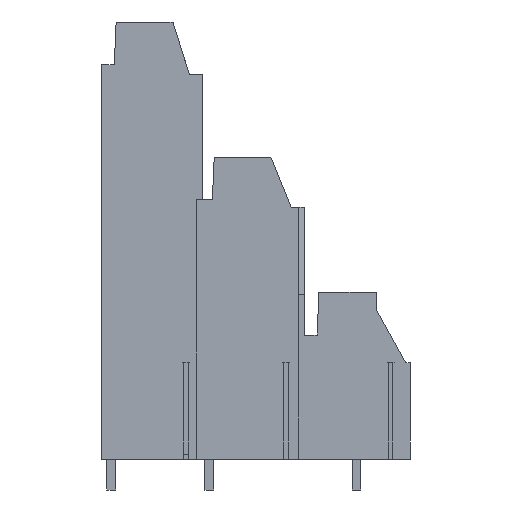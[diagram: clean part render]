
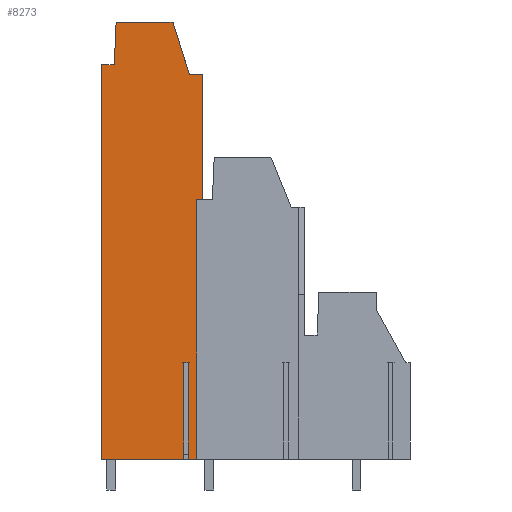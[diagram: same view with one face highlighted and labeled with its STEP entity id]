
A CAD part, left-side view. The second image highlights one B-rep face of the part: STEP entity #8273.
In plain terms, the highlighted planar face has unit normal (-1, 0, 0).
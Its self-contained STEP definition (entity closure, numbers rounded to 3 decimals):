
#8244=AXIS2_PLACEMENT_3D('Plane Axis2P3D',#8241,#8242,#8243) ;
#6416=CARTESIAN_POINT('Vertex',(2.5,23.025,13.2)) ;
#6423=CARTESIAN_POINT('Vertex',(2.5,23.025,3.2)) ;
#6426=CARTESIAN_POINT('Line Origine',(2.5,23.025,8.2)) ;
#6438=CARTESIAN_POINT('Line Origine',(2.5,23.25,13.2)) ;
#6442=CARTESIAN_POINT('Vertex',(2.5,23.475,13.2)) ;
#6466=CARTESIAN_POINT('Line Origine',(2.5,23.475,8.2)) ;
#6470=CARTESIAN_POINT('Vertex',(2.5,23.475,3.2)) ;
#6494=CARTESIAN_POINT('Vertex',(2.5,22.131,3.2)) ;
#6497=CARTESIAN_POINT('Line Origine',(2.5,22.578,3.2)) ;
#6502=CARTESIAN_POINT('Line Origine',(2.5,27.738,3.2)) ;
#6506=CARTESIAN_POINT('Vertex',(2.5,32.,3.2)) ;
#7027=CARTESIAN_POINT('Vertex',(2.5,21.49,30.05)) ;
#7030=CARTESIAN_POINT('Line Origine',(2.5,21.811,30.05)) ;
#7034=CARTESIAN_POINT('Vertex',(2.5,22.131,30.05)) ;
#7061=CARTESIAN_POINT('Line Origine',(2.5,22.131,16.625)) ;
#7241=CARTESIAN_POINT('Vertex',(2.5,21.49,43.)) ;
#7248=CARTESIAN_POINT('Vertex',(2.5,22.898,43.)) ;
#7251=CARTESIAN_POINT('Line Origine',(2.5,22.194,43.)) ;
#7274=CARTESIAN_POINT('Vertex',(2.5,30.681,44.05)) ;
#7288=CARTESIAN_POINT('Vertex',(2.5,32.,44.05)) ;
#7291=CARTESIAN_POINT('Line Origine',(2.5,31.34,44.05)) ;
#7850=CARTESIAN_POINT('Line Origine',(2.5,21.49,36.525)) ;
#8192=CARTESIAN_POINT('Line Origine',(2.5,32.,23.625)) ;
#8215=CARTESIAN_POINT('Line Origine',(2.5,30.584,46.26)) ;
#8219=CARTESIAN_POINT('Vertex',(2.5,30.488,48.47)) ;
#8241=CARTESIAN_POINT('Axis2P3D Location',(2.5,21.84,31.2)) ;
#8247=CARTESIAN_POINT('Control Point',(2.5,24.592,48.47)) ;
#8248=CARTESIAN_POINT('Control Point',(2.5,22.898,43.)) ;
#8249=CARTESIAN_POINT('Vertex',(2.5,24.592,48.47)) ;
#8252=CARTESIAN_POINT('Line Origine',(2.5,26.745,48.47)) ;
#6427=DIRECTION('Vector Direction',(0.,0.,1.)) ;
#6439=DIRECTION('Vector Direction',(0.,-1.,0.)) ;
#6467=DIRECTION('Vector Direction',(0.,0.,1.)) ;
#6498=DIRECTION('Vector Direction',(0.,1.,0.)) ;
#6503=DIRECTION('Vector Direction',(0.,1.,0.)) ;
#7031=DIRECTION('Vector Direction',(0.,-1.,0.)) ;
#7062=DIRECTION('Vector Direction',(0.,0.,1.)) ;
#7252=DIRECTION('Vector Direction',(0.,1.,0.)) ;
#7292=DIRECTION('Vector Direction',(0.,1.,0.)) ;
#7851=DIRECTION('Vector Direction',(0.,0.,-1.)) ;
#8193=DIRECTION('Vector Direction',(0.,0.,1.)) ;
#8216=DIRECTION('Vector Direction',(0.,0.044,-0.999)) ;
#8242=DIRECTION('Axis2P3D Direction',(1.,0.,0.)) ;
#8243=DIRECTION('Axis2P3D XDirection',(0.,1.,0.)) ;
#8253=DIRECTION('Vector Direction',(0.,1.,0.)) ;
#6428=VECTOR('Line Direction',#6427,1.) ;
#6440=VECTOR('Line Direction',#6439,1.) ;
#6468=VECTOR('Line Direction',#6467,1.) ;
#6499=VECTOR('Line Direction',#6498,1.) ;
#6504=VECTOR('Line Direction',#6503,1.) ;
#7032=VECTOR('Line Direction',#7031,1.) ;
#7063=VECTOR('Line Direction',#7062,1.) ;
#7253=VECTOR('Line Direction',#7252,1.) ;
#7293=VECTOR('Line Direction',#7292,1.) ;
#7852=VECTOR('Line Direction',#7851,1.) ;
#8194=VECTOR('Line Direction',#8193,1.) ;
#8217=VECTOR('Line Direction',#8216,1.) ;
#8254=VECTOR('Line Direction',#8253,1.) ;
#8258=ORIENTED_EDGE('',*,*,#6501,.F.) ;
#8259=ORIENTED_EDGE('',*,*,#7065,.T.) ;
#8260=ORIENTED_EDGE('',*,*,#7036,.T.) ;
#8261=ORIENTED_EDGE('',*,*,#7854,.F.) ;
#8262=ORIENTED_EDGE('',*,*,#7255,.T.) ;
#8263=ORIENTED_EDGE('',*,*,#8251,.F.) ;
#8264=ORIENTED_EDGE('',*,*,#8256,.T.) ;
#8265=ORIENTED_EDGE('',*,*,#8221,.T.) ;
#8266=ORIENTED_EDGE('',*,*,#7295,.T.) ;
#8267=ORIENTED_EDGE('',*,*,#8196,.F.) ;
#8268=ORIENTED_EDGE('',*,*,#6508,.F.) ;
#8269=ORIENTED_EDGE('',*,*,#6472,.T.) ;
#8270=ORIENTED_EDGE('',*,*,#6444,.T.) ;
#8271=ORIENTED_EDGE('',*,*,#6430,.F.) ;
#8273=ADVANCED_FACE('housing',(#8272),#8245,.F.) ;
#8246=B_SPLINE_CURVE_WITH_KNOTS('',1,(#8247,#8248),.UNSPECIFIED.,.F.,.U.,(2,2),(-2.863,2.863),.UNSPECIFIED.) ;
#6430=EDGE_CURVE('',#6424,#6417,#6429,.T.) ;
#6444=EDGE_CURVE('',#6443,#6417,#6441,.T.) ;
#6472=EDGE_CURVE('',#6471,#6443,#6469,.T.) ;
#6501=EDGE_CURVE('',#6495,#6424,#6500,.T.) ;
#6508=EDGE_CURVE('',#6471,#6507,#6505,.T.) ;
#7036=EDGE_CURVE('',#7035,#7028,#7033,.T.) ;
#7065=EDGE_CURVE('',#6495,#7035,#7064,.T.) ;
#7255=EDGE_CURVE('',#7242,#7249,#7254,.T.) ;
#7295=EDGE_CURVE('',#7275,#7289,#7294,.T.) ;
#7854=EDGE_CURVE('',#7242,#7028,#7853,.T.) ;
#8196=EDGE_CURVE('',#6507,#7289,#8195,.T.) ;
#8221=EDGE_CURVE('',#8220,#7275,#8218,.T.) ;
#8251=EDGE_CURVE('',#8250,#7249,#8246,.T.) ;
#8256=EDGE_CURVE('',#8250,#8220,#8255,.T.) ;
#8257=EDGE_LOOP('',(#8258,#8259,#8260,#8261,#8262,#8263,#8264,#8265,#8266,#8267,#8268,#8269,#8270,#8271)) ;
#8272=FACE_OUTER_BOUND('',#8257,.T.) ;
#6429=LINE('Line',#6426,#6428) ;
#6441=LINE('Line',#6438,#6440) ;
#6469=LINE('Line',#6466,#6468) ;
#6500=LINE('Line',#6497,#6499) ;
#6505=LINE('Line',#6502,#6504) ;
#7033=LINE('Line',#7030,#7032) ;
#7064=LINE('Line',#7061,#7063) ;
#7254=LINE('Line',#7251,#7253) ;
#7294=LINE('Line',#7291,#7293) ;
#7853=LINE('Line',#7850,#7852) ;
#8195=LINE('Line',#8192,#8194) ;
#8218=LINE('Line',#8215,#8217) ;
#8255=LINE('Line',#8252,#8254) ;
#8245=PLANE('',#8244) ;
#6417=VERTEX_POINT('',#6416) ;
#6424=VERTEX_POINT('',#6423) ;
#6443=VERTEX_POINT('',#6442) ;
#6471=VERTEX_POINT('',#6470) ;
#6495=VERTEX_POINT('',#6494) ;
#6507=VERTEX_POINT('',#6506) ;
#7028=VERTEX_POINT('',#7027) ;
#7035=VERTEX_POINT('',#7034) ;
#7242=VERTEX_POINT('',#7241) ;
#7249=VERTEX_POINT('',#7248) ;
#7275=VERTEX_POINT('',#7274) ;
#7289=VERTEX_POINT('',#7288) ;
#8220=VERTEX_POINT('',#8219) ;
#8250=VERTEX_POINT('',#8249) ;
